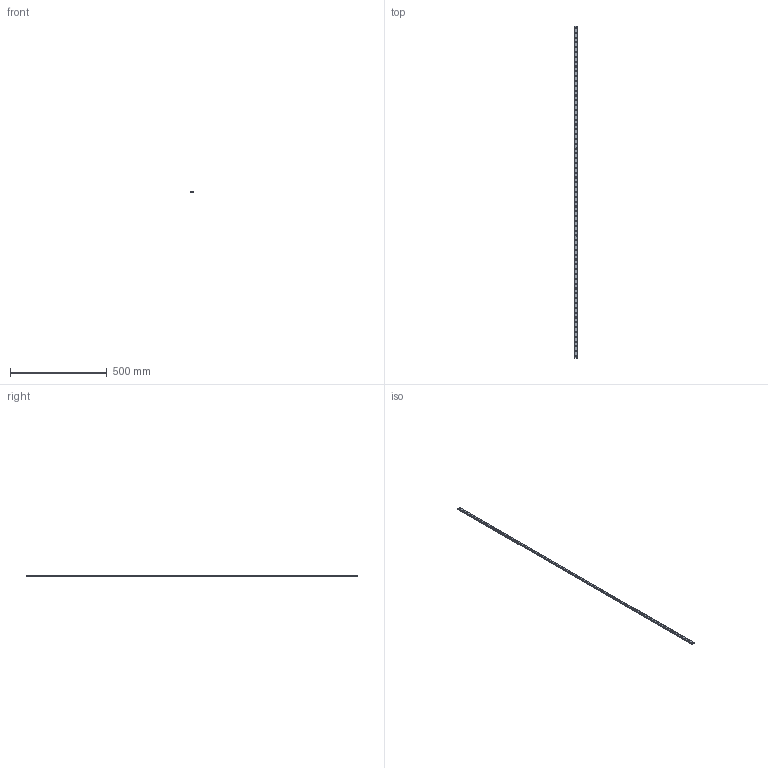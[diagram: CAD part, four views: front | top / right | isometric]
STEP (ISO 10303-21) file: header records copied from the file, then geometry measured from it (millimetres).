
FILE_DESCRIPTION(('STEP AP214'),'1');
FILE_NAME('cctmp_8ABA2494-AAB8-4DE2-9127-305604513FF4_2021_02_19_10_14_16_0493..stp','2021-02-19T09:14:16',('HIWIN GmbH'),('CADClick - www.CADClick.com'),'Spatial InterOp 3D',' ','unknown authorization');
FILE_SCHEMA(('AUTOMOTIVE_DESIGN'));
Length unit declared in the file: millimetre
Products named in the file (1): MGNR12R1720CM_FILE
Bounding box: 12 x 1720 x 8 mm (x, y, z)
Volume: 147283 mm3; surface area: 85551.8 mm2
Topology: 1 solids, 1 shells, 716 faces, 1509 edges, 1006 vertices
Faces by surface type: cylinder 430, plane 286
Entity records: 25345 total; most frequent: DIRECTION 3803, CARTESIAN_POINT 3232, ORIENTED_EDGE 3018, AXIS2_PLACEMENT_3D 1577, EDGE_CURVE 1509, VERTEX_POINT 1006, EDGE_LOOP 927, CIRCLE 860
